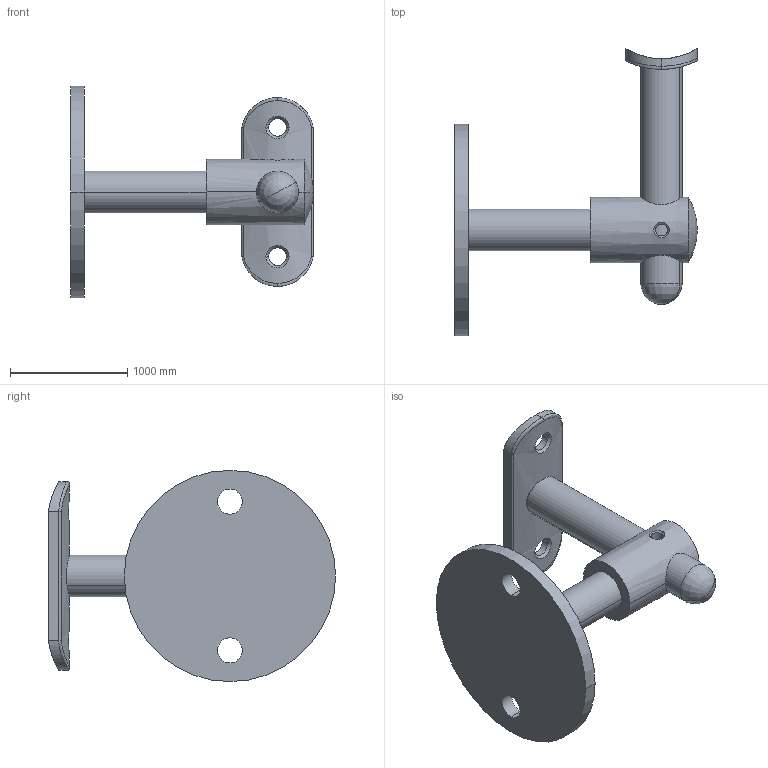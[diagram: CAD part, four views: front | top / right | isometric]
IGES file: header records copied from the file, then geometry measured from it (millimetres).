
Start section: IGES file generated from Kompas f.0 for Windows drawing by the IGES translator from Ascon Ltd., translator version IGESOUT-5.1.
Global section: file name: àðò. KRT202.igs; native system: Kompas( 32 bit ) for Windows; preprocessor: 1.0
Bounding box: 2070.11 x 2451.1 x 1803.4 mm (x, y, z)
Volume: 814621068.9 mm3; surface area: 14230945.1 mm2
Topology: 4 solids, 4 shells, 104 faces, 249 edges, 151 vertices
Faces by surface type: revolution 56, bspline 48
